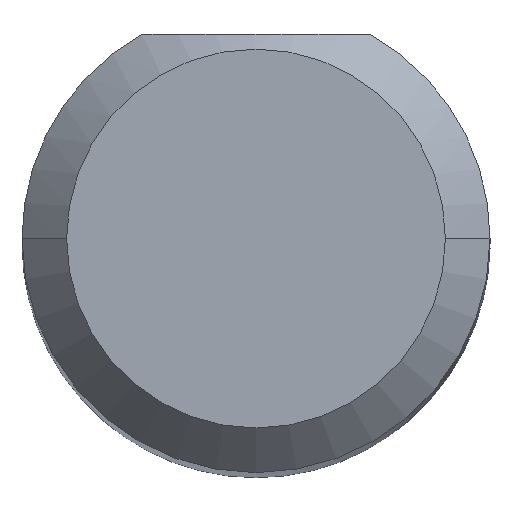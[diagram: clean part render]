
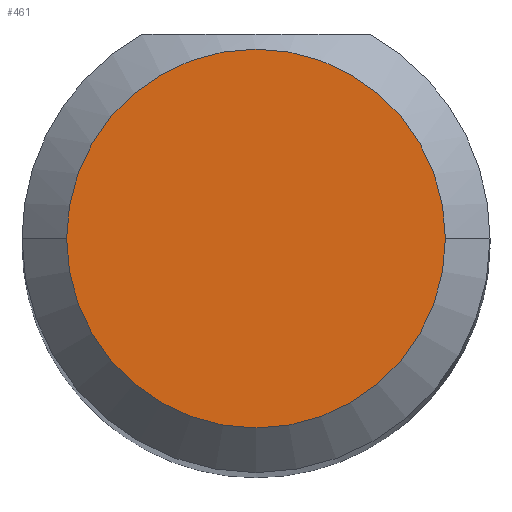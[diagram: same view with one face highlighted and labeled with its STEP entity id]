
A CAD part, top view. The second image highlights one B-rep face of the part: STEP entity #461.
In plain terms, the highlighted planar face has unit normal (0, 0, 1).
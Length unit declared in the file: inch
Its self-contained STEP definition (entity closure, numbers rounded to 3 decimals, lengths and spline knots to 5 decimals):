
#8 = DIRECTION ( 'NONE',  ( 0., 0., 1. ) ) ;
#22 = VERTEX_POINT ( 'NONE', #293 ) ;
#26 = CIRCLE ( 'NONE', #387, 0.06374 ) ;
#37 = DIRECTION ( 'NONE',  ( 0., 0., 1. ) ) ;
#63 = EDGE_LOOP ( 'NONE', ( #326, #194 ) ) ;
#76 = AXIS2_PLACEMENT_3D ( 'NONE', #489, #367, #453 ) ;
#81 = CARTESIAN_POINT ( 'NONE',  ( 0., 0., 1.9685 ) ) ;
#123 = EDGE_CURVE ( 'NONE', #272, #22, #26, .T. ) ;
#189 = AXIS2_PLACEMENT_3D ( 'NONE', #81, #37, #283 ) ;
#194 = ORIENTED_EDGE ( 'NONE', *, *, #465, .T. ) ;
#211 = CIRCLE ( 'NONE', #76, 0.06374 ) ;
#272 = VERTEX_POINT ( 'NONE', #415 ) ;
#283 = DIRECTION ( 'NONE',  ( 1., 0., 0. ) ) ;
#287 = PLANE ( 'NONE',  #189 ) ;
#288 = CARTESIAN_POINT ( 'NONE',  ( 0., 0., 1.9685 ) ) ;
#293 = CARTESIAN_POINT ( 'NONE',  ( 0.06374, 0., 1.9685 ) ) ;
#326 = ORIENTED_EDGE ( 'NONE', *, *, #123, .T. ) ;
#367 = DIRECTION ( 'NONE',  ( 0., 0., 1. ) ) ;
#387 = AXIS2_PLACEMENT_3D ( 'NONE', #288, #8, #498 ) ;
#409 = FACE_OUTER_BOUND ( 'NONE', #63, .T. ) ;
#415 = CARTESIAN_POINT ( 'NONE',  ( -0.06374, 0., 1.9685 ) ) ;
#453 = DIRECTION ( 'NONE',  ( 1., 0., 0. ) ) ;
#461 = ADVANCED_FACE ( 'NONE', ( #409 ), #287, .T. ) ;
#465 = EDGE_CURVE ( 'NONE', #22, #272, #211, .T. ) ;
#489 = CARTESIAN_POINT ( 'NONE',  ( 0., 0., 1.9685 ) ) ;
#498 = DIRECTION ( 'NONE',  ( 1., 0., 0. ) ) ;
